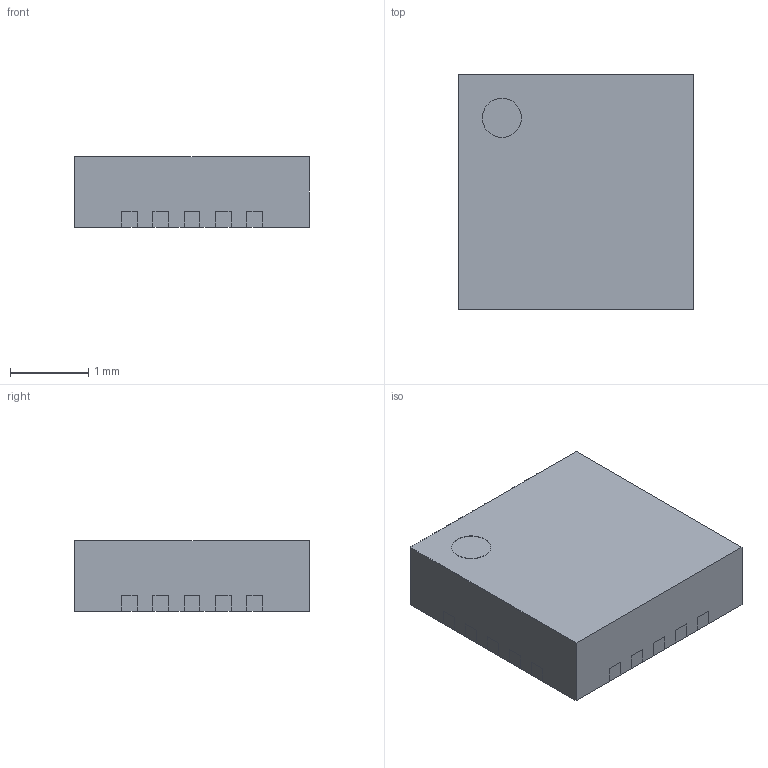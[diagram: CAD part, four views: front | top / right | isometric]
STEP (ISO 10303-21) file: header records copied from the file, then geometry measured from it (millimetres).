
FILE_DESCRIPTION (( 'STEP AP214' ), '1' );
FILE_NAME ('5PB1214CMGK8.STEP', '2025-01-06T10:24:57', ( '' ), ( '' ), 'SwSTEP 2.0', 'SolidWorks 2025', '' );
FILE_SCHEMA (( 'AUTOMOTIVE_DESIGN' ));
Length unit declared in the file: millimetre
Products named in the file (1): 5PB1214CMGK8
Bounding box: 3 x 3 x 0.9 mm (x, y, z)
Volume: 8.1 mm3; surface area: 42.4 mm2
Topology: 21 solids, 21 shells, 209 faces, 498 edges, 332 vertices
Faces by surface type: plane 207, cylinder 2
Entity records: 7472 total; most frequent: CARTESIAN_POINT 1040, ORIENTED_EDGE 996, DIRECTION 922, EDGE_CURVE 498, LINE 494, VECTOR 494, VERTEX_POINT 332, AXIS2_PLACEMENT_3D 214
